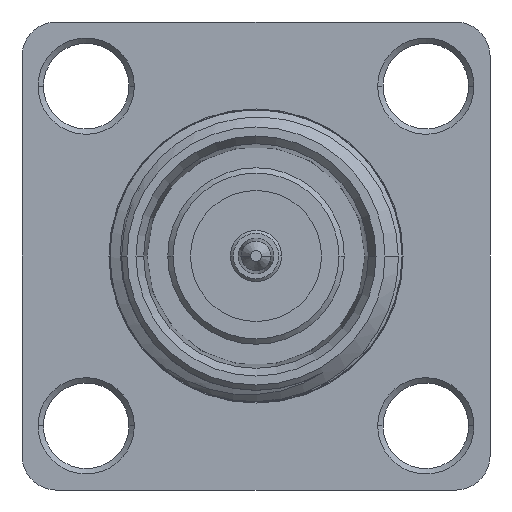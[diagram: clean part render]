
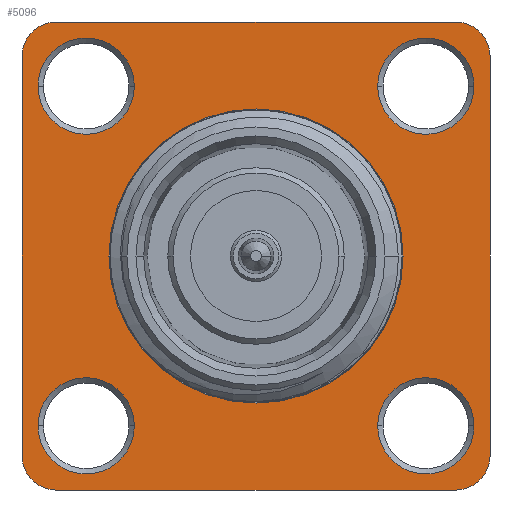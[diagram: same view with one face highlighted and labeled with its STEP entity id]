
A CAD part, left-side view. The second image highlights one B-rep face of the part: STEP entity #5096.
In plain terms, the highlighted planar face has unit normal (-1, 0, 0).
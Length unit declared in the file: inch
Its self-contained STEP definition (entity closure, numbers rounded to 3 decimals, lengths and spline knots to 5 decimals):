
#1625=CARTESIAN_POINT('',(0.62992,0.,0.));
#1626=DIRECTION('',(1.,0.,0.));
#1627=DIRECTION('',(0.,0.,-1.));
#1628=AXIS2_PLACEMENT_3D('',#1625,#1626,#1627);
#1638=CARTESIAN_POINT('',(0.62992,0.29449,
-0.29449));
#1639=DIRECTION('',(-1.,0.,0.));
#1640=DIRECTION('',(0.,1.,0.));
#1641=AXIS2_PLACEMENT_3D('',#1638,#1639,#1640);
#1643=DIRECTION('',(0.,0.,-1.));
#1644=VECTOR('',#1643,0.58898);
#1645=CARTESIAN_POINT('',(0.62992,0.34449,
0.29449));
#1646=LINE('',#1645,#1644);
#1647=CARTESIAN_POINT('',(0.62992,0.29449,
0.29449));
#1648=DIRECTION('',(-1.,0.,0.));
#1649=DIRECTION('',(0.,0.,1.));
#1650=AXIS2_PLACEMENT_3D('',#1647,#1648,#1649);
#1652=DIRECTION('',(0.,1.,0.));
#1653=VECTOR('',#1652,0.58898);
#1654=CARTESIAN_POINT('',(0.62992,-0.29449,
0.34449));
#1655=LINE('',#1654,#1653);
#1656=CARTESIAN_POINT('',(0.62992,-0.29449,
0.29449));
#1657=DIRECTION('',(-1.,0.,0.));
#1658=DIRECTION('',(0.,-1.,0.));
#1659=AXIS2_PLACEMENT_3D('',#1656,#1657,#1658);
#1661=DIRECTION('',(0.,0.,1.));
#1662=VECTOR('',#1661,0.58898);
#1663=CARTESIAN_POINT('',(0.62992,-0.34449,
-0.29449));
#1664=LINE('',#1663,#1662);
#1665=CARTESIAN_POINT('',(0.62992,-0.29449,
-0.29449));
#1666=DIRECTION('',(-1.,0.,0.));
#1667=DIRECTION('',(0.,0.,-1.));
#1668=AXIS2_PLACEMENT_3D('',#1665,#1666,#1667);
#1670=DIRECTION('',(0.,-1.,0.));
#1671=VECTOR('',#1670,0.58898);
#1672=CARTESIAN_POINT('',(0.62992,0.29449,
-0.34449));
#1673=LINE('',#1672,#1671);
#1674=CARTESIAN_POINT('',(0.62992,-0.25,-0.25));
#1675=DIRECTION('',(1.,0.,0.));
#1676=DIRECTION('',(0.,1.,0.));
#1677=AXIS2_PLACEMENT_3D('',#1674,#1675,#1676);
#1679=CARTESIAN_POINT('',(0.62992,-0.25,-0.25));
#1680=DIRECTION('',(1.,0.,0.));
#1681=DIRECTION('',(0.,-1.,0.));
#1682=AXIS2_PLACEMENT_3D('',#1679,#1680,#1681);
#1684=CARTESIAN_POINT('',(0.62992,-0.25,0.25));
#1685=DIRECTION('',(1.,0.,0.));
#1686=DIRECTION('',(0.,1.,0.));
#1687=AXIS2_PLACEMENT_3D('',#1684,#1685,#1686);
#1689=CARTESIAN_POINT('',(0.62992,-0.25,0.25));
#1690=DIRECTION('',(1.,0.,0.));
#1691=DIRECTION('',(0.,-1.,0.));
#1692=AXIS2_PLACEMENT_3D('',#1689,#1690,#1691);
#1694=CARTESIAN_POINT('',(0.62992,0.25,0.25));
#1695=DIRECTION('',(1.,0.,0.));
#1696=DIRECTION('',(0.,1.,0.));
#1697=AXIS2_PLACEMENT_3D('',#1694,#1695,#1696);
#1699=CARTESIAN_POINT('',(0.62992,0.25,0.25));
#1700=DIRECTION('',(1.,0.,0.));
#1701=DIRECTION('',(0.,-1.,0.));
#1702=AXIS2_PLACEMENT_3D('',#1699,#1700,#1701);
#1704=CARTESIAN_POINT('',(0.62992,0.25,-0.25));
#1705=DIRECTION('',(1.,0.,0.));
#1706=DIRECTION('',(0.,1.,0.));
#1707=AXIS2_PLACEMENT_3D('',#1704,#1705,#1706);
#1709=CARTESIAN_POINT('',(0.62992,0.25,-0.25));
#1710=DIRECTION('',(1.,0.,0.));
#1711=DIRECTION('',(0.,-1.,0.));
#1712=AXIS2_PLACEMENT_3D('',#1709,#1710,#1711);
#2192=CARTESIAN_POINT('',(0.62992,0.,0.));
#2193=DIRECTION('',(1.,0.,0.));
#2194=DIRECTION('',(0.,0.,1.));
#2195=AXIS2_PLACEMENT_3D('',#2192,#2193,#2194);
#2916=CARTESIAN_POINT('',(0.62992,0.,0.21654));
#2917=CARTESIAN_POINT('',(0.62992,0.,-0.21654));
#2918=VERTEX_POINT('',#2916);
#2919=VERTEX_POINT('',#2917);
#2924=CARTESIAN_POINT('',(0.62992,0.34449,
-0.29449));
#2925=CARTESIAN_POINT('',(0.62992,0.29449,
-0.34449));
#2926=VERTEX_POINT('',#2924);
#2927=VERTEX_POINT('',#2925);
#2932=CARTESIAN_POINT('',(0.62992,-0.29449,
-0.34449));
#2933=CARTESIAN_POINT('',(0.62992,-0.34449,
-0.29449));
#2934=VERTEX_POINT('',#2932);
#2935=VERTEX_POINT('',#2933);
#2940=CARTESIAN_POINT('',(0.62992,0.29449,
0.34449));
#2941=CARTESIAN_POINT('',(0.62992,0.34449,
0.29449));
#2942=VERTEX_POINT('',#2940);
#2943=VERTEX_POINT('',#2941);
#2948=CARTESIAN_POINT('',(0.62992,-0.34449,
0.29449));
#2949=CARTESIAN_POINT('',(0.62992,-0.29449,
0.34449));
#2950=VERTEX_POINT('',#2948);
#2951=VERTEX_POINT('',#2949);
#2988=CARTESIAN_POINT('',(0.62992,-0.17913,-0.25));
#2989=CARTESIAN_POINT('',(0.62992,-0.32087,-0.25));
#2990=VERTEX_POINT('',#2988);
#2991=VERTEX_POINT('',#2989);
#2996=CARTESIAN_POINT('',(0.62992,-0.17913,0.25));
#2997=CARTESIAN_POINT('',(0.62992,-0.32087,0.25));
#2998=VERTEX_POINT('',#2996);
#2999=VERTEX_POINT('',#2997);
#3004=CARTESIAN_POINT('',(0.62992,0.32087,0.25));
#3005=CARTESIAN_POINT('',(0.62992,0.17913,0.25));
#3006=VERTEX_POINT('',#3004);
#3007=VERTEX_POINT('',#3005);
#3012=CARTESIAN_POINT('',(0.62992,0.32087,-0.25));
#3013=CARTESIAN_POINT('',(0.62992,0.17913,-0.25));
#3014=VERTEX_POINT('',#3012);
#3015=VERTEX_POINT('',#3013);
#5044=CARTESIAN_POINT('',(0.62992,0.,0.));
#5045=DIRECTION('',(1.,0.,0.));
#5046=DIRECTION('',(0.,-1.,0.));
#5047=AXIS2_PLACEMENT_3D('',#5044,#5045,#5046);
#5048=PLANE('',#5047);
#5050=ORIENTED_EDGE('',*,*,#5049,.F.);
#5052=ORIENTED_EDGE('',*,*,#5051,.F.);
#5054=ORIENTED_EDGE('',*,*,#5053,.F.);
#5056=ORIENTED_EDGE('',*,*,#5055,.F.);
#5058=ORIENTED_EDGE('',*,*,#5057,.F.);
#5060=ORIENTED_EDGE('',*,*,#5059,.F.);
#5062=ORIENTED_EDGE('',*,*,#5061,.F.);
#5064=ORIENTED_EDGE('',*,*,#5063,.F.);
#5065=EDGE_LOOP('',(#5050,#5052,#5054,#5056,#5058,#5060,#5062,#5064));
#5066=FACE_OUTER_BOUND('',#5065,.F.);
#5068=ORIENTED_EDGE('',*,*,#5067,.F.);
#5069=ORIENTED_EDGE('',*,*,#5034,.F.);
#5070=EDGE_LOOP('',(#5068,#5069));
#5071=FACE_BOUND('',#5070,.F.);
#5073=ORIENTED_EDGE('',*,*,#5072,.F.);
#5075=ORIENTED_EDGE('',*,*,#5074,.F.);
#5076=EDGE_LOOP('',(#5073,#5075));
#5077=FACE_BOUND('',#5076,.F.);
#5079=ORIENTED_EDGE('',*,*,#5078,.F.);
#5081=ORIENTED_EDGE('',*,*,#5080,.F.);
#5082=EDGE_LOOP('',(#5079,#5081));
#5083=FACE_BOUND('',#5082,.F.);
#5085=ORIENTED_EDGE('',*,*,#5084,.F.);
#5087=ORIENTED_EDGE('',*,*,#5086,.F.);
#5088=EDGE_LOOP('',(#5085,#5087));
#5089=FACE_BOUND('',#5088,.F.);
#5091=ORIENTED_EDGE('',*,*,#5090,.F.);
#5093=ORIENTED_EDGE('',*,*,#5092,.F.);
#5094=EDGE_LOOP('',(#5091,#5093));
#5095=FACE_BOUND('',#5094,.F.);
#5096=ADVANCED_FACE('',(#5066,#5071,#5077,#5083,#5089,#5095),#5048,.F.);
#1629=CIRCLE('',#1628,0.21654);
#1642=CIRCLE('',#1641,0.05);
#1651=CIRCLE('',#1650,0.05);
#1660=CIRCLE('',#1659,0.05);
#1669=CIRCLE('',#1668,0.05);
#1678=CIRCLE('',#1677,0.07087);
#1683=CIRCLE('',#1682,0.07087);
#1688=CIRCLE('',#1687,0.07087);
#1693=CIRCLE('',#1692,0.07087);
#1698=CIRCLE('',#1697,0.07087);
#1703=CIRCLE('',#1702,0.07087);
#1708=CIRCLE('',#1707,0.07087);
#1713=CIRCLE('',#1712,0.07087);
#2196=CIRCLE('',#2195,0.21654);
#5034=EDGE_CURVE('',#2919,#2918,#1629,.T.);
#5049=EDGE_CURVE('',#2926,#2927,#1642,.T.);
#5051=EDGE_CURVE('',#2943,#2926,#1646,.T.);
#5053=EDGE_CURVE('',#2942,#2943,#1651,.T.);
#5055=EDGE_CURVE('',#2951,#2942,#1655,.T.);
#5057=EDGE_CURVE('',#2950,#2951,#1660,.T.);
#5059=EDGE_CURVE('',#2935,#2950,#1664,.T.);
#5061=EDGE_CURVE('',#2934,#2935,#1669,.T.);
#5063=EDGE_CURVE('',#2927,#2934,#1673,.T.);
#5067=EDGE_CURVE('',#2918,#2919,#2196,.T.);
#5072=EDGE_CURVE('',#2990,#2991,#1678,.T.);
#5074=EDGE_CURVE('',#2991,#2990,#1683,.T.);
#5078=EDGE_CURVE('',#2998,#2999,#1688,.T.);
#5080=EDGE_CURVE('',#2999,#2998,#1693,.T.);
#5084=EDGE_CURVE('',#3006,#3007,#1698,.T.);
#5086=EDGE_CURVE('',#3007,#3006,#1703,.T.);
#5090=EDGE_CURVE('',#3014,#3015,#1708,.T.);
#5092=EDGE_CURVE('',#3015,#3014,#1713,.T.);
